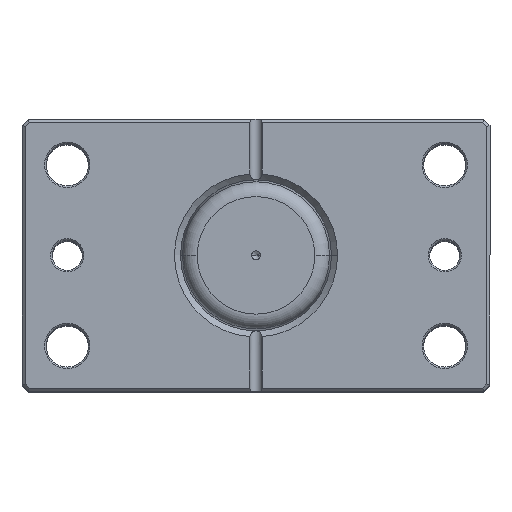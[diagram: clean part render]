
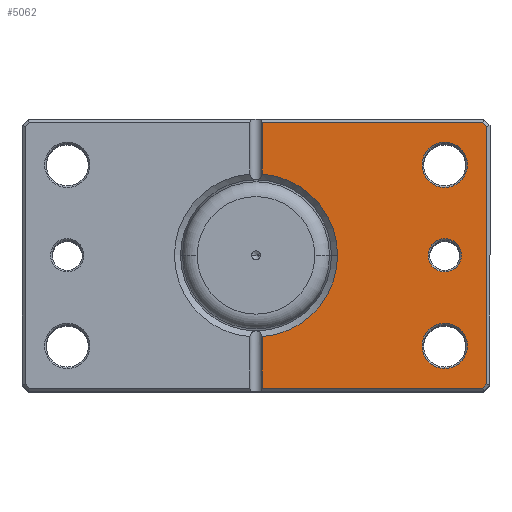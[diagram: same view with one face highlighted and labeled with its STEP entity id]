
A CAD part, top view. The second image highlights one B-rep face of the part: STEP entity #5062.
In plain terms, the highlighted face is planar.
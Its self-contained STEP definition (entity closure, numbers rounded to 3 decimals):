
#19 = CIRCLE ( 'NONE', #6533, 7.5 ) ;
#133 = CARTESIAN_POINT ( 'NONE',  ( -2., 44., 0. ) ) ;
#240 = CIRCLE ( 'NONE', #6344, 27. ) ;
#283 = AXIS2_PLACEMENT_3D ( 'NONE', #6039, #2820, #6572 ) ;
#342 = EDGE_CURVE ( 'NONE', #5061, #2700, #4303, .T. ) ;
#343 = FACE_OUTER_BOUND ( 'NONE', #6741, .T. ) ;
#364 = DIRECTION ( 'NONE',  ( 0., 0., 1. ) ) ;
#540 = VERTEX_POINT ( 'NONE', #2505 ) ;
#593 = VERTEX_POINT ( 'NONE', #3710 ) ;
#618 = AXIS2_PLACEMENT_3D ( 'NONE', #3573, #364, #4094 ) ;
#657 = CIRCLE ( 'NONE', #1295, 7.5 ) ;
#678 = VERTEX_POINT ( 'NONE', #3737 ) ;
#693 = CARTESIAN_POINT ( 'NONE',  ( -76.5, 0., 0. ) ) ;
#817 = ORIENTED_EDGE ( 'NONE', *, *, #6439, .T. ) ;
#920 = CARTESIAN_POINT ( 'NONE',  ( -62.5, -30., 0. ) ) ;
#927 = ORIENTED_EDGE ( 'NONE', *, *, #2473, .T. ) ;
#929 = VERTEX_POINT ( 'NONE', #5922 ) ;
#944 = LINE ( 'NONE', #3033, #6456 ) ;
#959 = VECTOR ( 'NONE', #5142, 1000. ) ;
#974 = CARTESIAN_POINT ( 'NONE',  ( -70., 30., 0. ) ) ;
#1001 = PLANE ( 'NONE',  #5973 ) ;
#1007 = VERTEX_POINT ( 'NONE', #1386 ) ;
#1226 = EDGE_CURVE ( 'NONE', #593, #678, #6129, .T. ) ;
#1295 = AXIS2_PLACEMENT_3D ( 'NONE', #920, #4653, #1450 ) ;
#1386 = CARTESIAN_POINT ( 'NONE',  ( -55., 30., 0. ) ) ;
#1414 = ORIENTED_EDGE ( 'NONE', *, *, #2695, .T. ) ;
#1450 = DIRECTION ( 'NONE',  ( 1., 0., 0. ) ) ;
#1456 = DIRECTION ( 'NONE',  ( 0., -1., 0. ) ) ;
#1469 = DIRECTION ( 'NONE',  ( -1., 0., 0. ) ) ;
#1711 = VERTEX_POINT ( 'NONE', #6259 ) ;
#1761 = FACE_BOUND ( 'NONE', #5391, .T. ) ;
#1869 = ORIENTED_EDGE ( 'NONE', *, *, #6678, .T. ) ;
#1891 = DIRECTION ( 'NONE',  ( 0., -1., 0. ) ) ;
#1985 = CARTESIAN_POINT ( 'NONE',  ( -62.5, 0., 0. ) ) ;
#2008 = CARTESIAN_POINT ( 'NONE',  ( 0., 0., 0. ) ) ;
#2048 = ORIENTED_EDGE ( 'NONE', *, *, #3387, .T. ) ;
#2059 = CARTESIAN_POINT ( 'NONE',  ( 0., 0., 0. ) ) ;
#2068 = DIRECTION ( 'NONE',  ( 1., 0., 0. ) ) ;
#2166 = CARTESIAN_POINT ( 'NONE',  ( -2., -26.926, 0. ) ) ;
#2202 = ORIENTED_EDGE ( 'NONE', *, *, #3713, .T. ) ;
#2263 = ORIENTED_EDGE ( 'NONE', *, *, #6752, .T. ) ;
#2273 = VECTOR ( 'NONE', #4323, 1000. ) ;
#2326 = AXIS2_PLACEMENT_3D ( 'NONE', #3013, #6756, #3567 ) ;
#2473 = EDGE_CURVE ( 'NONE', #3471, #5278, #2532, .T. ) ;
#2485 = CARTESIAN_POINT ( 'NONE',  ( -57., 0., 0. ) ) ;
#2505 = CARTESIAN_POINT ( 'NONE',  ( -55., -30., 0. ) ) ;
#2532 = LINE ( 'NONE', #5651, #959 ) ;
#2540 = DIRECTION ( 'NONE',  ( 1., 0., 0. ) ) ;
#2560 = EDGE_LOOP ( 'NONE', ( #2263, #2048 ) ) ;
#2579 = EDGE_CURVE ( 'NONE', #929, #593, #3454, .T. ) ;
#2595 = DIRECTION ( 'NONE',  ( 1., 0., 0. ) ) ;
#2695 = EDGE_CURVE ( 'NONE', #2700, #5061, #5474, .T. ) ;
#2700 = VERTEX_POINT ( 'NONE', #2485 ) ;
#2731 = CARTESIAN_POINT ( 'NONE',  ( -70., -30., 0. ) ) ;
#2818 = LINE ( 'NONE', #693, #4415 ) ;
#2820 = DIRECTION ( 'NONE',  ( 0., 0., 1. ) ) ;
#2831 = VERTEX_POINT ( 'NONE', #5850 ) ;
#2948 = CARTESIAN_POINT ( 'NONE',  ( -2., 45., 0. ) ) ;
#2989 = ORIENTED_EDGE ( 'NONE', *, *, #342, .T. ) ;
#3008 = LINE ( 'NONE', #2948, #4438 ) ;
#3013 = CARTESIAN_POINT ( 'NONE',  ( -62.5, 0., 0. ) ) ;
#3033 = CARTESIAN_POINT ( 'NONE',  ( -2., 45., 0. ) ) ;
#3159 = DIRECTION ( 'NONE',  ( 0., 0., 1. ) ) ;
#3281 = VECTOR ( 'NONE', #1469, 1000. ) ;
#3387 = EDGE_CURVE ( 'NONE', #1007, #3681, #6350, .T. ) ;
#3454 = LINE ( 'NONE', #6261, #3281 ) ;
#3471 = VERTEX_POINT ( 'NONE', #5261 ) ;
#3530 = CIRCLE ( 'NONE', #4216, 27. ) ;
#3567 = DIRECTION ( 'NONE',  ( 1., 0., 0. ) ) ;
#3573 = CARTESIAN_POINT ( 'NONE',  ( -62.5, 30., 0. ) ) ;
#3592 = ORIENTED_EDGE ( 'NONE', *, *, #3939, .T. ) ;
#3675 = ORIENTED_EDGE ( 'NONE', *, *, #1226, .T. ) ;
#3681 = VERTEX_POINT ( 'NONE', #974 ) ;
#3699 = LINE ( 'NONE', #6459, #2273 ) ;
#3710 = CARTESIAN_POINT ( 'NONE',  ( -75.086, -44., 0. ) ) ;
#3713 = EDGE_CURVE ( 'NONE', #6577, #5198, #240, .T. ) ;
#3737 = CARTESIAN_POINT ( 'NONE',  ( -76.5, -42.586, 0. ) ) ;
#3813 = EDGE_LOOP ( 'NONE', ( #2989, #1414 ) ) ;
#3883 = DIRECTION ( 'NONE',  ( 0., 1., 0. ) ) ;
#3939 = EDGE_CURVE ( 'NONE', #678, #1711, #2818, .T. ) ;
#4094 = DIRECTION ( 'NONE',  ( 1., 0., 0. ) ) ;
#4190 = CARTESIAN_POINT ( 'NONE',  ( 0., 0., 0. ) ) ;
#4216 = AXIS2_PLACEMENT_3D ( 'NONE', #2008, #5747, #2540 ) ;
#4221 = EDGE_CURVE ( 'NONE', #5882, #540, #657, .T. ) ;
#4303 = CIRCLE ( 'NONE', #6648, 5.5 ) ;
#4316 = DIRECTION ( 'NONE',  ( 0., 0., 1. ) ) ;
#4323 = DIRECTION ( 'NONE',  ( 0.707, 0.707, 0. ) ) ;
#4415 = VECTOR ( 'NONE', #3883, 1000. ) ;
#4438 = VECTOR ( 'NONE', #1891, 1000. ) ;
#4653 = DIRECTION ( 'NONE',  ( 0., 0., 1. ) ) ;
#4706 = VECTOR ( 'NONE', #5413, 1000. ) ;
#4723 = EDGE_CURVE ( 'NONE', #540, #5882, #19, .T. ) ;
#4788 = CIRCLE ( 'NONE', #283, 7.5 ) ;
#5012 = ORIENTED_EDGE ( 'NONE', *, *, #4723, .T. ) ;
#5061 = VERTEX_POINT ( 'NONE', #5259 ) ;
#5062 = ADVANCED_FACE ( 'NONE', ( #6040, #1761, #5873, #343 ), #1001, .F. ) ;
#5142 = DIRECTION ( 'NONE',  ( 1., 0., 0. ) ) ;
#5180 = ORIENTED_EDGE ( 'NONE', *, *, #4221, .T. ) ;
#5198 = VERTEX_POINT ( 'NONE', #2166 ) ;
#5259 = CARTESIAN_POINT ( 'NONE',  ( -68., 0., 0. ) ) ;
#5261 = CARTESIAN_POINT ( 'NONE',  ( -75.086, 44., 0. ) ) ;
#5278 = VERTEX_POINT ( 'NONE', #133 ) ;
#5284 = DIRECTION ( 'NONE',  ( 0., 0., 1. ) ) ;
#5391 = EDGE_LOOP ( 'NONE', ( #5180, #5012 ) ) ;
#5413 = DIRECTION ( 'NONE',  ( -0.707, 0.707, 0. ) ) ;
#5474 = CIRCLE ( 'NONE', #2326, 5.5 ) ;
#5651 = CARTESIAN_POINT ( 'NONE',  ( 0., 44., 0. ) ) ;
#5747 = DIRECTION ( 'NONE',  ( 0., 0., 1. ) ) ;
#5799 = DIRECTION ( 'NONE',  ( 0., 0., 1. ) ) ;
#5850 = CARTESIAN_POINT ( 'NONE',  ( -2., 26.926, 0. ) ) ;
#5873 = FACE_BOUND ( 'NONE', #2560, .T. ) ;
#5882 = VERTEX_POINT ( 'NONE', #2731 ) ;
#5922 = CARTESIAN_POINT ( 'NONE',  ( -2., -44., 0. ) ) ;
#5973 = AXIS2_PLACEMENT_3D ( 'NONE', #4190, #5284, #2068 ) ;
#5990 = CARTESIAN_POINT ( 'NONE',  ( -59.543, -59.543, 0. ) ) ;
#6039 = CARTESIAN_POINT ( 'NONE',  ( -62.5, 30., 0. ) ) ;
#6040 = FACE_BOUND ( 'NONE', #3813, .T. ) ;
#6076 = ORIENTED_EDGE ( 'NONE', *, *, #2579, .T. ) ;
#6129 = LINE ( 'NONE', #5990, #4706 ) ;
#6255 = EDGE_CURVE ( 'NONE', #2831, #6577, #3530, .T. ) ;
#6259 = CARTESIAN_POINT ( 'NONE',  ( -76.5, 42.586, 0. ) ) ;
#6261 = CARTESIAN_POINT ( 'NONE',  ( 0., -44., 0. ) ) ;
#6344 = AXIS2_PLACEMENT_3D ( 'NONE', #2059, #5799, #2595 ) ;
#6350 = CIRCLE ( 'NONE', #618, 7.5 ) ;
#6378 = CARTESIAN_POINT ( 'NONE',  ( -62.5, -30., 0. ) ) ;
#6439 = EDGE_CURVE ( 'NONE', #5198, #929, #944, .T. ) ;
#6448 = ORIENTED_EDGE ( 'NONE', *, *, #6255, .T. ) ;
#6456 = VECTOR ( 'NONE', #1456, 1000. ) ;
#6459 = CARTESIAN_POINT ( 'NONE',  ( -59.543, 59.543, 0. ) ) ;
#6466 = ORIENTED_EDGE ( 'NONE', *, *, #6830, .T. ) ;
#6533 = AXIS2_PLACEMENT_3D ( 'NONE', #6378, #3159, #6918 ) ;
#6572 = DIRECTION ( 'NONE',  ( 1., 0., 0. ) ) ;
#6577 = VERTEX_POINT ( 'NONE', #6904 ) ;
#6648 = AXIS2_PLACEMENT_3D ( 'NONE', #1985, #4316, #6793 ) ;
#6678 = EDGE_CURVE ( 'NONE', #1711, #3471, #3699, .T. ) ;
#6741 = EDGE_LOOP ( 'NONE', ( #6466, #6448, #2202, #817, #6076, #3675, #3592, #1869, #927 ) ) ;
#6752 = EDGE_CURVE ( 'NONE', #3681, #1007, #4788, .T. ) ;
#6756 = DIRECTION ( 'NONE',  ( 0., 0., 1. ) ) ;
#6793 = DIRECTION ( 'NONE',  ( 1., 0., 0. ) ) ;
#6830 = EDGE_CURVE ( 'NONE', #5278, #2831, #3008, .T. ) ;
#6904 = CARTESIAN_POINT ( 'NONE',  ( -27., 0., 0. ) ) ;
#6918 = DIRECTION ( 'NONE',  ( 1., 0., 0. ) ) ;
